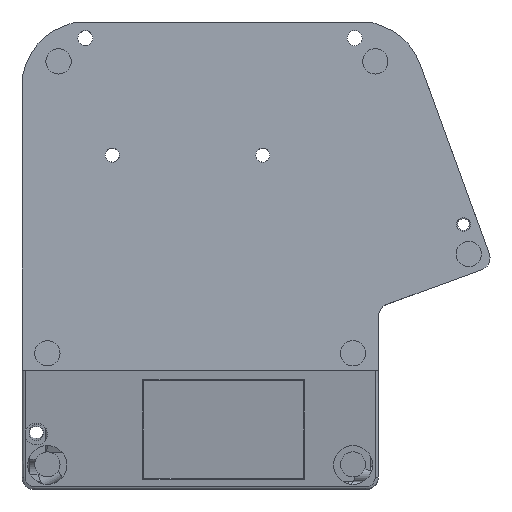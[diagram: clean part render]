
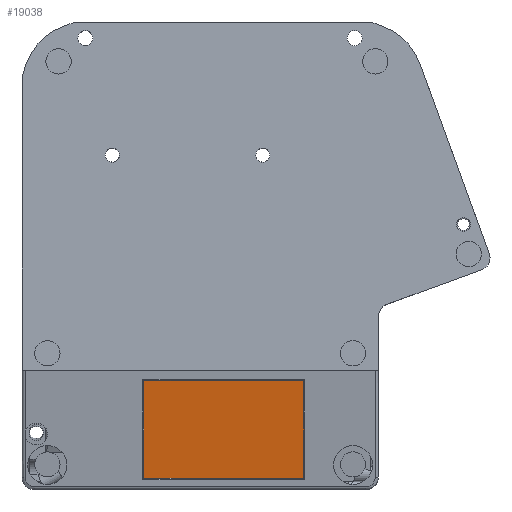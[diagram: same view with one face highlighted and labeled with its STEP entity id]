
A CAD part, front view. The second image highlights one B-rep face of the part: STEP entity #19038.
In plain terms, the highlighted planar face has unit normal (0, -0.988, -0.156).
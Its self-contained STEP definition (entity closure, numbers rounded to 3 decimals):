
#15722 = PLANE('',#15723);
#15723 = AXIS2_PLACEMENT_3D('',#15724,#15725,#15726);
#15724 = CARTESIAN_POINT('',(-164.379,-11.803,
    6.106));
#15725 = DIRECTION('',(0.707,0.698,0.111));
#15726 = DIRECTION('',(0.155,0.,-0.988
    ));
#15750 = PLANE('',#15751);
#15751 = AXIS2_PLACEMENT_3D('',#15752,#15753,#15754);
#15752 = CARTESIAN_POINT('',(-206.104,-4.833,
    -37.901));
#15753 = DIRECTION('',(0.,0.809,-0.588));
#15754 = DIRECTION('',(-1.,0.,0.));
#15778 = PLANE('',#15779);
#15779 = AXIS2_PLACEMENT_3D('',#15780,#15781,#15782);
#15780 = CARTESIAN_POINT('',(-228.768,-14.912,
    25.737));
#15781 = DIRECTION('',(-0.707,0.698,0.111));
#15782 = DIRECTION('',(0.155,0.,0.988)
  );
#15804 = PLANE('',#15805);
#15805 = AXIS2_PLACEMENT_3D('',#15806,#15807,#15808);
#15806 = CARTESIAN_POINT('',(-174.1,-11.111,
    1.737));
#15807 = DIRECTION('',(0.,0.588,0.809));
#15808 = DIRECTION('',(1.,0.,0.));
#18687 = VERTEX_POINT('',#18688);
#18688 = CARTESIAN_POINT('',(-164.569,-10.893,
    1.578));
#18709 = EDGE_CURVE('',#18710,#18687,#18712,.T.);
#18710 = VERTEX_POINT('',#18711);
#18711 = CARTESIAN_POINT('',(-164.569,-4.675,
    -37.683));
#18712 = SURFACE_CURVE('',#18713,(#18717,#18724),.PCURVE_S1.);
#18713 = LINE('',#18714,#18715);
#18714 = CARTESIAN_POINT('',(-164.569,-4.675,
    -37.683));
#18715 = VECTOR('',#18716,1.);
#18716 = DIRECTION('',(0.,-0.156,0.988));
#18717 = PCURVE('',#15722,#18718);
#18718 = DEFINITIONAL_REPRESENTATION('',(#18719),#18723);
#18719 = LINE('',#18720,#18721);
#18720 = CARTESIAN_POINT('',(43.233,9.96));
#18721 = VECTOR('',#18722,1.);
#18722 = DIRECTION('',(-0.976,-0.219));
#18723 = ( GEOMETRIC_REPRESENTATION_CONTEXT(2) 
PARAMETRIC_REPRESENTATION_CONTEXT() REPRESENTATION_CONTEXT('2D SPACE',''
  ) );
#18724 = PCURVE('',#18725,#18730);
#18725 = PLANE('',#18726);
#18726 = AXIS2_PLACEMENT_3D('',#18727,#18728,#18729);
#18727 = CARTESIAN_POINT('',(-196.573,-7.784,
    -18.052));
#18728 = DIRECTION('',(0.,-0.988,-0.156));
#18729 = DIRECTION('',(0.,-0.156,0.988));
#18730 = DEFINITIONAL_REPRESENTATION('',(#18731),#18735);
#18731 = LINE('',#18732,#18733);
#18732 = CARTESIAN_POINT('',(-19.876,-32.004));
#18733 = VECTOR('',#18734,1.);
#18734 = DIRECTION('',(1.,0.));
#18735 = ( GEOMETRIC_REPRESENTATION_CONTEXT(2) 
PARAMETRIC_REPRESENTATION_CONTEXT() REPRESENTATION_CONTEXT('2D SPACE',''
  ) );
#18763 = EDGE_CURVE('',#18764,#18710,#18766,.T.);
#18764 = VERTEX_POINT('',#18765);
#18765 = CARTESIAN_POINT('',(-228.577,-4.675,
    -37.683));
#18766 = SURFACE_CURVE('',#18767,(#18771,#18778),.PCURVE_S1.);
#18767 = LINE('',#18768,#18769);
#18768 = CARTESIAN_POINT('',(-228.577,-4.675,
    -37.683));
#18769 = VECTOR('',#18770,1.);
#18770 = DIRECTION('',(1.,0.,0.));
#18771 = PCURVE('',#15750,#18772);
#18772 = DEFINITIONAL_REPRESENTATION('',(#18773),#18777);
#18773 = LINE('',#18774,#18775);
#18774 = CARTESIAN_POINT('',(22.473,0.269));
#18775 = VECTOR('',#18776,1.);
#18776 = DIRECTION('',(-1.,0.));
#18777 = ( GEOMETRIC_REPRESENTATION_CONTEXT(2) 
PARAMETRIC_REPRESENTATION_CONTEXT() REPRESENTATION_CONTEXT('2D SPACE',''
  ) );
#18778 = PCURVE('',#18725,#18779);
#18779 = DEFINITIONAL_REPRESENTATION('',(#18780),#18784);
#18780 = LINE('',#18781,#18782);
#18781 = CARTESIAN_POINT('',(-19.876,32.004));
#18782 = VECTOR('',#18783,1.);
#18783 = DIRECTION('',(0.,-1.));
#18784 = ( GEOMETRIC_REPRESENTATION_CONTEXT(2) 
PARAMETRIC_REPRESENTATION_CONTEXT() REPRESENTATION_CONTEXT('2D SPACE',''
  ) );
#18810 = EDGE_CURVE('',#18811,#18764,#18813,.T.);
#18811 = VERTEX_POINT('',#18812);
#18812 = CARTESIAN_POINT('',(-228.577,-10.893,
    1.578));
#18813 = SURFACE_CURVE('',#18814,(#18818,#18825),.PCURVE_S1.);
#18814 = LINE('',#18815,#18816);
#18815 = CARTESIAN_POINT('',(-228.577,-10.893,
    1.578));
#18816 = VECTOR('',#18817,1.);
#18817 = DIRECTION('',(0.,0.156,-0.988));
#18818 = PCURVE('',#15778,#18819);
#18819 = DEFINITIONAL_REPRESENTATION('',(#18820),#18824);
#18820 = LINE('',#18821,#18822);
#18821 = CARTESIAN_POINT('',(-23.839,5.616));
#18822 = VECTOR('',#18823,1.);
#18823 = DIRECTION('',(-0.976,0.219));
#18824 = ( GEOMETRIC_REPRESENTATION_CONTEXT(2) 
PARAMETRIC_REPRESENTATION_CONTEXT() REPRESENTATION_CONTEXT('2D SPACE',''
  ) );
#18825 = PCURVE('',#18725,#18826);
#18826 = DEFINITIONAL_REPRESENTATION('',(#18827),#18831);
#18827 = LINE('',#18828,#18829);
#18828 = CARTESIAN_POINT('',(19.876,32.004));
#18829 = VECTOR('',#18830,1.);
#18830 = DIRECTION('',(-1.,0.));
#18831 = ( GEOMETRIC_REPRESENTATION_CONTEXT(2) 
PARAMETRIC_REPRESENTATION_CONTEXT() REPRESENTATION_CONTEXT('2D SPACE',''
  ) );
#18861 = EDGE_CURVE('',#18687,#18811,#18862,.T.);
#18862 = SURFACE_CURVE('',#18863,(#18867,#18874),.PCURVE_S1.);
#18863 = LINE('',#18864,#18865);
#18864 = CARTESIAN_POINT('',(-164.569,-10.893,
    1.578));
#18865 = VECTOR('',#18866,1.);
#18866 = DIRECTION('',(-1.,0.,0.));
#18867 = PCURVE('',#15804,#18868);
#18868 = DEFINITIONAL_REPRESENTATION('',(#18869),#18873);
#18869 = LINE('',#18870,#18871);
#18870 = CARTESIAN_POINT('',(9.531,0.269));
#18871 = VECTOR('',#18872,1.);
#18872 = DIRECTION('',(-1.,0.));
#18873 = ( GEOMETRIC_REPRESENTATION_CONTEXT(2) 
PARAMETRIC_REPRESENTATION_CONTEXT() REPRESENTATION_CONTEXT('2D SPACE',''
  ) );
#18874 = PCURVE('',#18725,#18875);
#18875 = DEFINITIONAL_REPRESENTATION('',(#18876),#18880);
#18876 = LINE('',#18877,#18878);
#18877 = CARTESIAN_POINT('',(19.876,-32.004));
#18878 = VECTOR('',#18879,1.);
#18879 = DIRECTION('',(0.,1.));
#18880 = ( GEOMETRIC_REPRESENTATION_CONTEXT(2) 
PARAMETRIC_REPRESENTATION_CONTEXT() REPRESENTATION_CONTEXT('2D SPACE',''
  ) );
#19038 = ADVANCED_FACE('',(#19039),#18725,.T.);
#19039 = FACE_BOUND('',#19040,.T.);
#19040 = EDGE_LOOP('',(#19041,#19042,#19043,#19044));
#19041 = ORIENTED_EDGE('',*,*,#18861,.T.);
#19042 = ORIENTED_EDGE('',*,*,#18810,.T.);
#19043 = ORIENTED_EDGE('',*,*,#18763,.T.);
#19044 = ORIENTED_EDGE('',*,*,#18709,.T.);
